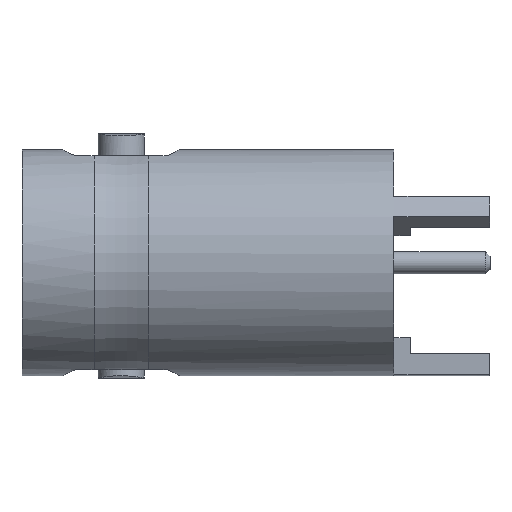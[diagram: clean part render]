
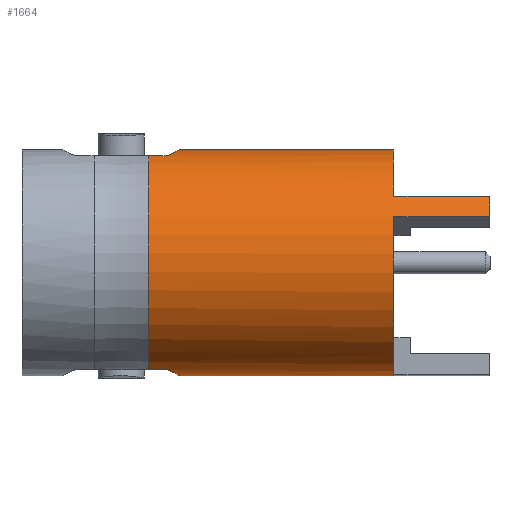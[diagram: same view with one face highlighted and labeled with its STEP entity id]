
A CAD part, top view. The second image highlights one B-rep face of the part: STEP entity #1664.
In plain terms, the highlighted cylindrical face has radius 4.825 mm (diameter 9.65 mm), a partial arc.
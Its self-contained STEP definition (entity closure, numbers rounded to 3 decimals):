
#178=CARTESIAN_POINT('',(6.74,-4.825,0.));
#206=CARTESIAN_POINT('',(6.74,4.825,0.));
#217=CARTESIAN_POINT('',(5.416,0.,0.));
#218=DIRECTION('',(-1.,0.,0.));
#219=DIRECTION('',(0.,-0.947,0.321));
#220=AXIS2_PLACEMENT_3D('',#217,#218,#219);
#222=DIRECTION('',(-1.,0.,0.));
#223=VECTOR('',#222,0.787);
#224=CARTESIAN_POINT('',(6.203,4.57,1.548));
#225=LINE('',#224,#223);
#226=CARTESIAN_POINT('',(6.74,4.825,0.));
#227=CARTESIAN_POINT('',(6.74,4.825,0.089));
#228=CARTESIAN_POINT('',(6.73,4.82,0.268));
#229=CARTESIAN_POINT('',(6.687,4.798,0.534));
#230=CARTESIAN_POINT('',(6.614,4.761,0.799));
#231=CARTESIAN_POINT('',(6.511,4.71,1.058));
#232=CARTESIAN_POINT('',(6.375,4.646,1.311));
#233=CARTESIAN_POINT('',(6.264,4.596,1.47));
#234=CARTESIAN_POINT('',(6.203,4.57,1.548));
#236=DIRECTION('',(-1.,0.,0.));
#237=VECTOR('',#236,9.16);
#238=CARTESIAN_POINT('',(15.9,4.825,0.));
#239=LINE('',#238,#237);
#240=CARTESIAN_POINT('',(15.9,0.,0.));
#241=DIRECTION('',(1.,0.,0.));
#242=DIRECTION('',(0.,1.,0.));
#243=AXIS2_PLACEMENT_3D('',#240,#241,#242);
#245=CARTESIAN_POINT('',(15.9,0.,0.));
#246=DIRECTION('',(1.,0.,0.));
#247=DIRECTION('',(0.,0.408,0.913));
#248=AXIS2_PLACEMENT_3D('',#245,#246,#247);
#250=CARTESIAN_POINT('',(15.9,0.,0.));
#251=DIRECTION('',(1.,0.,0.));
#252=DIRECTION('',(0.,-0.995,0.104));
#253=AXIS2_PLACEMENT_3D('',#250,#251,#252);
#255=DIRECTION('',(-1.,0.,0.));
#256=VECTOR('',#255,9.16);
#257=CARTESIAN_POINT('',(15.9,-4.825,0.));
#258=LINE('',#257,#256);
#259=CARTESIAN_POINT('',(6.203,-4.57,1.548));
#260=CARTESIAN_POINT('',(6.264,-4.596,1.47));
#261=CARTESIAN_POINT('',(6.375,-4.646,1.311));
#262=CARTESIAN_POINT('',(6.511,-4.71,1.058));
#263=CARTESIAN_POINT('',(6.614,-4.761,0.799));
#264=CARTESIAN_POINT('',(6.687,-4.798,0.534));
#265=CARTESIAN_POINT('',(6.73,-4.82,0.268));
#266=CARTESIAN_POINT('',(6.74,-4.825,0.089));
#267=CARTESIAN_POINT('',(6.74,-4.825,0.));
#269=DIRECTION('',(-1.,0.,0.));
#270=VECTOR('',#269,0.787);
#271=CARTESIAN_POINT('',(6.203,-4.57,1.548));
#272=LINE('',#271,#270);
#383=DIRECTION('',(1.,0.,0.));
#384=VECTOR('',#383,4.1);
#385=CARTESIAN_POINT('',(15.9,1.966,4.406));
#386=LINE('',#385,#384);
#387=CARTESIAN_POINT('',(20.,0.,0.));
#388=DIRECTION('',(1.,0.,0.));
#389=DIRECTION('',(0.,0.587,0.81));
#390=AXIS2_PLACEMENT_3D('',#387,#388,#389);
#409=DIRECTION('',(-1.,0.,0.));
#410=VECTOR('',#409,4.1);
#411=CARTESIAN_POINT('',(20.,2.833,3.906));
#412=LINE('',#411,#410);
#1161=CARTESIAN_POINT('',(15.9,1.966,4.406));
#1163=VERTEX_POINT('',#1161);
#1167=CARTESIAN_POINT('',(15.9,2.833,3.906));
#1168=VERTEX_POINT('',#1167);
#1169=CARTESIAN_POINT('',(15.9,4.825,0.));
#1170=VERTEX_POINT('',#1169);
#1171=CARTESIAN_POINT('',(20.,2.833,3.906));
#1172=CARTESIAN_POINT('',(20.,1.966,4.406));
#1173=VERTEX_POINT('',#1171);
#1174=VERTEX_POINT('',#1172);
#1227=CARTESIAN_POINT('',(15.9,-4.799,0.5));
#1228=CARTESIAN_POINT('',(15.9,-4.825,0.));
#1229=VERTEX_POINT('',#1227);
#1230=VERTEX_POINT('',#1228);
#1238=VERTEX_POINT('',#206);
#1242=VERTEX_POINT('',#234);
#1278=CARTESIAN_POINT('',(6.203,-4.57,1.548));
#1280=VERTEX_POINT('',#1278);
#1281=VERTEX_POINT('',#178);
#1289=CARTESIAN_POINT('',(5.416,-4.57,1.548));
#1290=CARTESIAN_POINT('',(5.416,4.57,1.548));
#1291=VERTEX_POINT('',#1289);
#1292=VERTEX_POINT('',#1290);
#1638=CARTESIAN_POINT('',(16.695,0.,0.));
#1639=DIRECTION('',(-1.,0.,0.));
#1640=DIRECTION('',(0.,1.,0.));
#1641=AXIS2_PLACEMENT_3D('',#1638,#1639,#1640);
#1642=CYLINDRICAL_SURFACE('',#1641,4.825);
#1643=ORIENTED_EDGE('',*,*,#1516,.T.);
#1644=ORIENTED_EDGE('',*,*,#1578,.F.);
#1646=ORIENTED_EDGE('',*,*,#1645,.F.);
#1647=ORIENTED_EDGE('',*,*,#1618,.F.);
#1649=ORIENTED_EDGE('',*,*,#1648,.T.);
#1651=ORIENTED_EDGE('',*,*,#1650,.F.);
#1653=ORIENTED_EDGE('',*,*,#1652,.T.);
#1655=ORIENTED_EDGE('',*,*,#1654,.F.);
#1657=ORIENTED_EDGE('',*,*,#1656,.T.);
#1658=ORIENTED_EDGE('',*,*,#1600,.T.);
#1659=ORIENTED_EDGE('',*,*,#1598,.T.);
#1660=ORIENTED_EDGE('',*,*,#1632,.F.);
#1661=ORIENTED_EDGE('',*,*,#1486,.T.);
#1662=EDGE_LOOP('',(#1643,#1644,#1646,#1647,#1649,#1651,#1653,#1655,#1657,#1658,
#1659,#1660,#1661));
#1663=FACE_OUTER_BOUND('',#1662,.F.);
#1664=ADVANCED_FACE('',(#1663),#1642,.T.);
#221=CIRCLE('',#220,4.825);
#235=B_SPLINE_CURVE_WITH_KNOTS('',3,(#226,#227,#228,#229,#230,#231,#232,#233,
#234),.UNSPECIFIED.,.F.,.F.,(4,1,1,1,1,1,4),(0.,0.167,
0.333,0.5,0.667,0.833,1.),
.UNSPECIFIED.);
#244=CIRCLE('',#243,4.825);
#249=CIRCLE('',#248,4.825);
#254=CIRCLE('',#253,4.825);
#268=B_SPLINE_CURVE_WITH_KNOTS('',3,(#259,#260,#261,#262,#263,#264,#265,#266,
#267),.UNSPECIFIED.,.F.,.F.,(4,1,1,1,1,1,4),(0.,0.167,
0.333,0.5,0.667,0.833,1.),
.UNSPECIFIED.);
#391=CIRCLE('',#390,4.825);
#1486=EDGE_CURVE('',#1280,#1291,#272,.T.);
#1516=EDGE_CURVE('',#1291,#1292,#221,.T.);
#1578=EDGE_CURVE('',#1242,#1292,#225,.T.);
#1598=EDGE_CURVE('',#1230,#1281,#258,.T.);
#1600=EDGE_CURVE('',#1229,#1230,#254,.T.);
#1618=EDGE_CURVE('',#1170,#1238,#239,.T.);
#1632=EDGE_CURVE('',#1280,#1281,#268,.T.);
#1645=EDGE_CURVE('',#1238,#1242,#235,.T.);
#1648=EDGE_CURVE('',#1170,#1168,#244,.T.);
#1650=EDGE_CURVE('',#1173,#1168,#412,.T.);
#1652=EDGE_CURVE('',#1173,#1174,#391,.T.);
#1654=EDGE_CURVE('',#1163,#1174,#386,.T.);
#1656=EDGE_CURVE('',#1163,#1229,#249,.T.);
